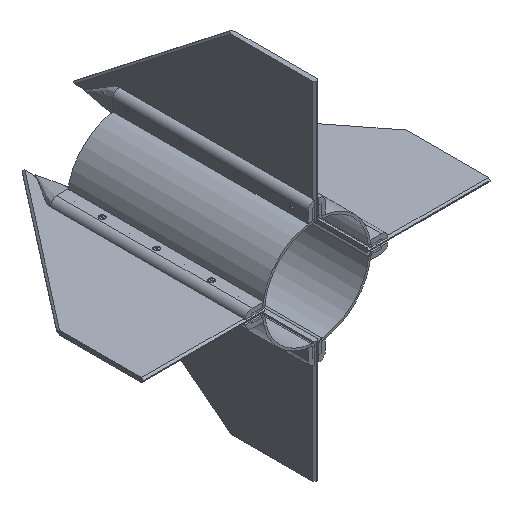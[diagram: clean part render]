
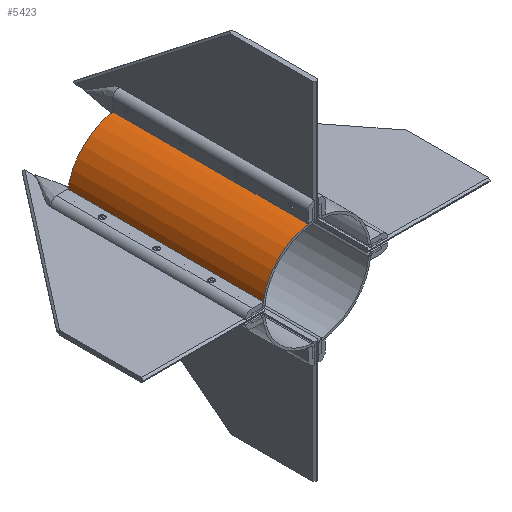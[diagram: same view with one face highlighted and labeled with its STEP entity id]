
A CAD part, isometric view. The second image highlights one B-rep face of the part: STEP entity #5423.
In plain terms, the highlighted cylindrical face has radius 79.375 mm (diameter 158.75 mm), a partial arc.
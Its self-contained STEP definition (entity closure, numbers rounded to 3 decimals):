
#162 = CARTESIAN_POINT ( 'NONE',  ( -7.782, 0., -78.993 ) ) ;
#310 = VERTEX_POINT ( 'NONE', #6321 ) ;
#372 = CARTESIAN_POINT ( 'NONE',  ( -78.993, 285.75, -7.782 ) ) ;
#506 = CARTESIAN_POINT ( 'NONE',  ( 0., 285.75, 0. ) ) ;
#525 = AXIS2_PLACEMENT_3D ( 'NONE', #5498, #5441, #3247 ) ;
#543 = DIRECTION ( 'NONE',  ( 0., -1., 0. ) ) ;
#1227 = DIRECTION ( 'NONE',  ( 0., -1., 0. ) ) ;
#1693 = FACE_OUTER_BOUND ( 'NONE', #2883, .T. ) ;
#1704 = EDGE_CURVE ( 'NONE', #4068, #310, #3927, .T. ) ;
#1872 = CIRCLE ( 'NONE', #2981, 79.375 ) ;
#1976 = EDGE_CURVE ( 'NONE', #310, #4358, #3662, .T. ) ;
#2169 = CARTESIAN_POINT ( 'NONE',  ( -7.782, 285.75, -78.993 ) ) ;
#2172 = CARTESIAN_POINT ( 'NONE',  ( -7.782, 285.75, -78.993 ) ) ;
#2261 = DIRECTION ( 'NONE',  ( 0., -1., 0. ) ) ;
#2280 = CARTESIAN_POINT ( 'NONE',  ( 0., 285.75, 0. ) ) ;
#2281 = ORIENTED_EDGE ( 'NONE', *, *, #1704, .F. ) ;
#2559 = ORIENTED_EDGE ( 'NONE', *, *, #1976, .F. ) ;
#2876 = EDGE_CURVE ( 'NONE', #4068, #4515, #1872, .T. ) ;
#2883 = EDGE_LOOP ( 'NONE', ( #2559, #2281, #3210, #3840 ) ) ;
#2890 = VECTOR ( 'NONE', #5275, 1000. ) ;
#2981 = AXIS2_PLACEMENT_3D ( 'NONE', #506, #543, #4332 ) ;
#3210 = ORIENTED_EDGE ( 'NONE', *, *, #2876, .T. ) ;
#3247 = DIRECTION ( 'NONE',  ( 1., 0., 0. ) ) ;
#3610 = EDGE_CURVE ( 'NONE', #4515, #4358, #4857, .T. ) ;
#3662 = CIRCLE ( 'NONE', #525, 79.375 ) ;
#3840 = ORIENTED_EDGE ( 'NONE', *, *, #3610, .T. ) ;
#3927 = LINE ( 'NONE', #372, #2890 ) ;
#4068 = VERTEX_POINT ( 'NONE', #7003 ) ;
#4332 = DIRECTION ( 'NONE',  ( 1., 0., 0. ) ) ;
#4358 = VERTEX_POINT ( 'NONE', #162 ) ;
#4515 = VERTEX_POINT ( 'NONE', #2169 ) ;
#4857 = LINE ( 'NONE', #2172, #5447 ) ;
#5275 = DIRECTION ( 'NONE',  ( 0., -1., 0. ) ) ;
#5423 = ADVANCED_FACE ( 'NONE', ( #1693 ), #5951, .T. ) ;
#5441 = DIRECTION ( 'NONE',  ( 0., -1., 0. ) ) ;
#5447 = VECTOR ( 'NONE', #1227, 1000. ) ;
#5498 = CARTESIAN_POINT ( 'NONE',  ( 0., 0., 0. ) ) ;
#5951 = CYLINDRICAL_SURFACE ( 'NONE', #7085, 79.375 ) ;
#6111 = DIRECTION ( 'NONE',  ( 0., 0., -1. ) ) ;
#6321 = CARTESIAN_POINT ( 'NONE',  ( -78.993, 0., -7.782 ) ) ;
#7003 = CARTESIAN_POINT ( 'NONE',  ( -78.993, 285.75, -7.782 ) ) ;
#7085 = AXIS2_PLACEMENT_3D ( 'NONE', #2280, #2261, #6111 ) ;
